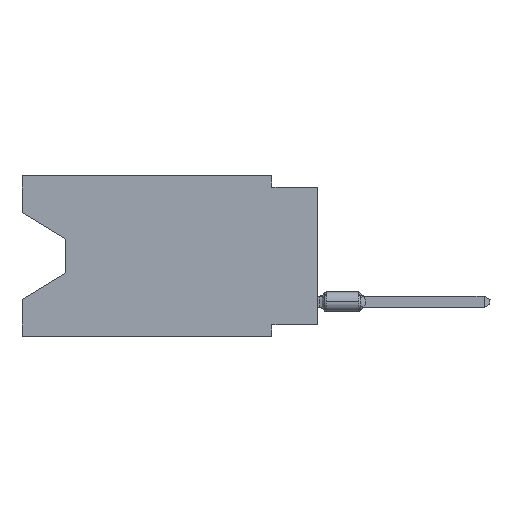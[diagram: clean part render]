
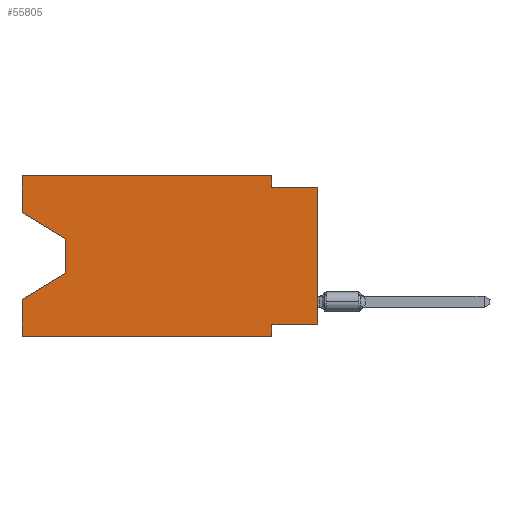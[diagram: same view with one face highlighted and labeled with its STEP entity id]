
A CAD part, left-side view. The second image highlights one B-rep face of the part: STEP entity #55805.
In plain terms, the highlighted planar face has unit normal (-1, 0, 0).
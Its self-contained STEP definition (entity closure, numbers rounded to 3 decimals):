
#583 = EDGE_LOOP ( 'NONE', ( #43113, #26259, #41984, #37248, #27624, #14481, #55333, #21004, #49769, #59940, #36548, #57679 ) ) ;
#2314 = VECTOR ( 'NONE', #56848, 1000. ) ;
#2442 = CARTESIAN_POINT ( 'NONE',  ( 0., 2.54, 0. ) ) ;
#2870 = VECTOR ( 'NONE', #6746, 1000. ) ;
#2991 = LINE ( 'NONE', #50196, #2870 ) ;
#3369 = LINE ( 'NONE', #2442, #25259 ) ;
#5201 = VERTEX_POINT ( 'NONE', #23236 ) ;
#5205 = CARTESIAN_POINT ( 'NONE',  ( 0., 0., 0. ) ) ;
#5313 = EDGE_CURVE ( 'NONE', #39342, #25888, #34134, .T. ) ;
#5660 = VECTOR ( 'NONE', #26109, 1000. ) ;
#5667 = CARTESIAN_POINT ( 'NONE',  ( 0., 16.383, 0. ) ) ;
#5864 = CARTESIAN_POINT ( 'NONE',  ( 0., 2.54, -0.635 ) ) ;
#6518 = VERTEX_POINT ( 'NONE', #5864 ) ;
#6746 = DIRECTION ( 'NONE',  ( 0., -1., 0. ) ) ;
#6835 = VECTOR ( 'NONE', #18579, 1000. ) ;
#8796 = EDGE_CURVE ( 'NONE', #31945, #5201, #30262, .T. ) ;
#9181 = EDGE_CURVE ( 'NONE', #50032, #33251, #28042, .T. ) ;
#10491 = EDGE_CURVE ( 'NONE', #11515, #16537, #54877, .T. ) ;
#11515 = VERTEX_POINT ( 'NONE', #23754 ) ;
#14206 = DIRECTION ( 'NONE',  ( 1., 0., 0. ) ) ;
#14481 = ORIENTED_EDGE ( 'NONE', *, *, #10491, .F. ) ;
#16472 = CARTESIAN_POINT ( 'NONE',  ( 0., 16.383, -8.89 ) ) ;
#16537 = VERTEX_POINT ( 'NONE', #57588 ) ;
#17292 = EDGE_CURVE ( 'NONE', #50032, #11515, #38716, .T. ) ;
#17931 = LINE ( 'NONE', #37018, #5660 ) ;
#18579 = DIRECTION ( 'NONE',  ( 0., 0., 1. ) ) ;
#19152 = LINE ( 'NONE', #48482, #46746 ) ;
#20501 = LINE ( 'NONE', #30193, #27590 ) ;
#20866 = EDGE_CURVE ( 'NONE', #39342, #33405, #20501, .T. ) ;
#21004 = ORIENTED_EDGE ( 'NONE', *, *, #9181, .T. ) ;
#23236 = CARTESIAN_POINT ( 'NONE',  ( 0., 16.383, -6.852 ) ) ;
#23754 = CARTESIAN_POINT ( 'NONE',  ( 0., 2.54, -8.255 ) ) ;
#23881 = FACE_OUTER_BOUND ( 'NONE', #583, .T. ) ;
#24197 = DIRECTION ( 'NONE',  ( 0., 0., -1. ) ) ;
#24260 = DIRECTION ( 'NONE',  ( 0., 0., 1. ) ) ;
#24366 = VECTOR ( 'NONE', #50205, 1000. ) ;
#25259 = VECTOR ( 'NONE', #60548, 1000. ) ;
#25888 = VERTEX_POINT ( 'NONE', #56461 ) ;
#26109 = DIRECTION ( 'NONE',  ( 0., -1., 0. ) ) ;
#26259 = ORIENTED_EDGE ( 'NONE', *, *, #34923, .T. ) ;
#27590 = VECTOR ( 'NONE', #35795, 1000. ) ;
#27624 = ORIENTED_EDGE ( 'NONE', *, *, #30693, .T. ) ;
#28042 = LINE ( 'NONE', #5205, #33237 ) ;
#28875 = CARTESIAN_POINT ( 'NONE',  ( 0., 16.383, 0. ) ) ;
#30129 = EDGE_CURVE ( 'NONE', #25888, #32930, #17931, .T. ) ;
#30193 = CARTESIAN_POINT ( 'NONE',  ( 0., 16.383, -2.038 ) ) ;
#30262 = LINE ( 'NONE', #35570, #59209 ) ;
#30693 = EDGE_CURVE ( 'NONE', #35218, #16537, #44307, .T. ) ;
#31105 = CARTESIAN_POINT ( 'NONE',  ( 0., 13.97, -3.505 ) ) ;
#31153 = CARTESIAN_POINT ( 'NONE',  ( 0., 2.54, -8.89 ) ) ;
#31945 = VERTEX_POINT ( 'NONE', #47659 ) ;
#32055 = CARTESIAN_POINT ( 'NONE',  ( 0., 16.383, 0. ) ) ;
#32665 = LINE ( 'NONE', #32055, #6835 ) ;
#32930 = VERTEX_POINT ( 'NONE', #40550 ) ;
#33237 = VECTOR ( 'NONE', #24260, 1000. ) ;
#33251 = VERTEX_POINT ( 'NONE', #43918 ) ;
#33405 = VERTEX_POINT ( 'NONE', #31105 ) ;
#33510 = DIRECTION ( 'NONE',  ( 0., 0., -1. ) ) ;
#34134 = LINE ( 'NONE', #5667, #52845 ) ;
#34337 = DIRECTION ( 'NONE',  ( 0., 0.855, -0.519 ) ) ;
#34923 = EDGE_CURVE ( 'NONE', #33405, #31945, #19152, .T. ) ;
#35218 = VERTEX_POINT ( 'NONE', #37235 ) ;
#35570 = CARTESIAN_POINT ( 'NONE',  ( 0., 13.97, -5.385 ) ) ;
#35795 = DIRECTION ( 'NONE',  ( 0., -0.855, -0.519 ) ) ;
#36548 = ORIENTED_EDGE ( 'NONE', *, *, #30129, .F. ) ;
#37018 = CARTESIAN_POINT ( 'NONE',  ( 0., 16.383, 0. ) ) ;
#37235 = CARTESIAN_POINT ( 'NONE',  ( 0., 16.383, -8.89 ) ) ;
#37248 = ORIENTED_EDGE ( 'NONE', *, *, #60313, .F. ) ;
#37997 = AXIS2_PLACEMENT_3D ( 'NONE', #28875, #14206, #24197 ) ;
#38716 = LINE ( 'NONE', #57446, #2314 ) ;
#39342 = VERTEX_POINT ( 'NONE', #50877 ) ;
#40550 = CARTESIAN_POINT ( 'NONE',  ( 0., 2.54, 0. ) ) ;
#41984 = ORIENTED_EDGE ( 'NONE', *, *, #8796, .T. ) ;
#43113 = ORIENTED_EDGE ( 'NONE', *, *, #20866, .T. ) ;
#43918 = CARTESIAN_POINT ( 'NONE',  ( 0., 0., -0.635 ) ) ;
#44307 = LINE ( 'NONE', #16472, #53908 ) ;
#45992 = EDGE_CURVE ( 'NONE', #6518, #33251, #2991, .T. ) ;
#46746 = VECTOR ( 'NONE', #33510, 1000. ) ;
#47561 = DIRECTION ( 'NONE',  ( 0., 0., 1. ) ) ;
#47659 = CARTESIAN_POINT ( 'NONE',  ( 0., 13.97, -5.385 ) ) ;
#48482 = CARTESIAN_POINT ( 'NONE',  ( 0., 13.97, -3.505 ) ) ;
#49293 = DIRECTION ( 'NONE',  ( 0., -1., 0. ) ) ;
#49769 = ORIENTED_EDGE ( 'NONE', *, *, #45992, .F. ) ;
#50032 = VERTEX_POINT ( 'NONE', #55551 ) ;
#50196 = CARTESIAN_POINT ( 'NONE',  ( 0., 0., -0.635 ) ) ;
#50205 = DIRECTION ( 'NONE',  ( 0., 0., -1. ) ) ;
#50877 = CARTESIAN_POINT ( 'NONE',  ( 0., 16.383, -2.038 ) ) ;
#52845 = VECTOR ( 'NONE', #47561, 1000. ) ;
#53908 = VECTOR ( 'NONE', #49293, 1000. ) ;
#54877 = LINE ( 'NONE', #31153, #24366 ) ;
#55333 = ORIENTED_EDGE ( 'NONE', *, *, #17292, .F. ) ;
#55551 = CARTESIAN_POINT ( 'NONE',  ( 0., 0., -8.255 ) ) ;
#55805 = ADVANCED_FACE ( 'NONE', ( #23881 ), #58238, .F. ) ;
#56461 = CARTESIAN_POINT ( 'NONE',  ( 0., 16.383, 0. ) ) ;
#56848 = DIRECTION ( 'NONE',  ( 0., 1., 0. ) ) ;
#57446 = CARTESIAN_POINT ( 'NONE',  ( 0., 0., -8.255 ) ) ;
#57588 = CARTESIAN_POINT ( 'NONE',  ( 0., 2.54, -8.89 ) ) ;
#57679 = ORIENTED_EDGE ( 'NONE', *, *, #5313, .F. ) ;
#58238 = PLANE ( 'NONE',  #37997 ) ;
#58677 = EDGE_CURVE ( 'NONE', #32930, #6518, #3369, .T. ) ;
#59209 = VECTOR ( 'NONE', #34337, 1000. ) ;
#59940 = ORIENTED_EDGE ( 'NONE', *, *, #58677, .F. ) ;
#60313 = EDGE_CURVE ( 'NONE', #35218, #5201, #32665, .T. ) ;
#60548 = DIRECTION ( 'NONE',  ( 0., 0., -1. ) ) ;
